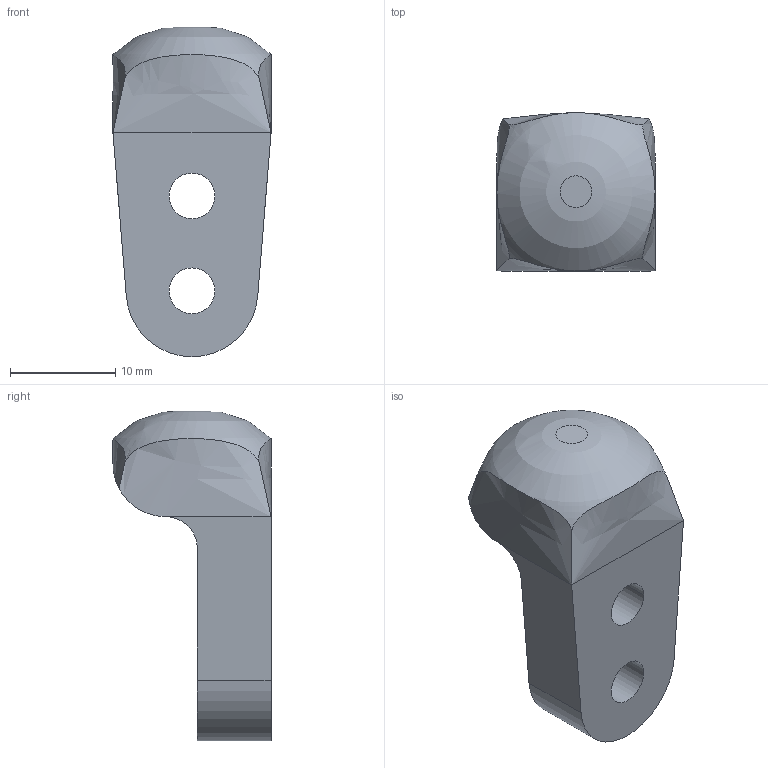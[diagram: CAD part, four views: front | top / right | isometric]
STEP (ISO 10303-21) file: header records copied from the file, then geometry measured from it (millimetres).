
FILE_DESCRIPTION(('FreeCAD Model'),'2;1');
FILE_NAME('Open CASCADE Shape Model','2025-02-27T14:41:13',(''),(''), 'Open CASCADE STEP processor 7.7','FreeCAD','Unknown');
FILE_SCHEMA(('AUTOMOTIVE_DESIGN { 1 0 10303 214 1 1 1 1 }'));
Length unit declared in the file: millimetre
Products named in the file (1): Slider Piece
Bounding box: 15 x 15 x 31.25 mm (x, y, z)
Volume: 3434.4 mm3; surface area: 1692.6 mm2
Topology: 1 solids, 1 shells, 17 faces, 41 edges, 26 vertices
Faces by surface type: cylinder 6, bspline 5, plane 5, revolution 1
Full cylindrical faces by diameter (mm): 4.35 x1
Entity records: 1079 total; most frequent: CARTESIAN_POINT 680, ORIENTED_EDGE 82, DIRECTION 66, EDGE_CURVE 41, VERTEX_POINT 26, AXIS2_PLACEMENT_3D 25, FACE_BOUND 21, EDGE_LOOP 21
